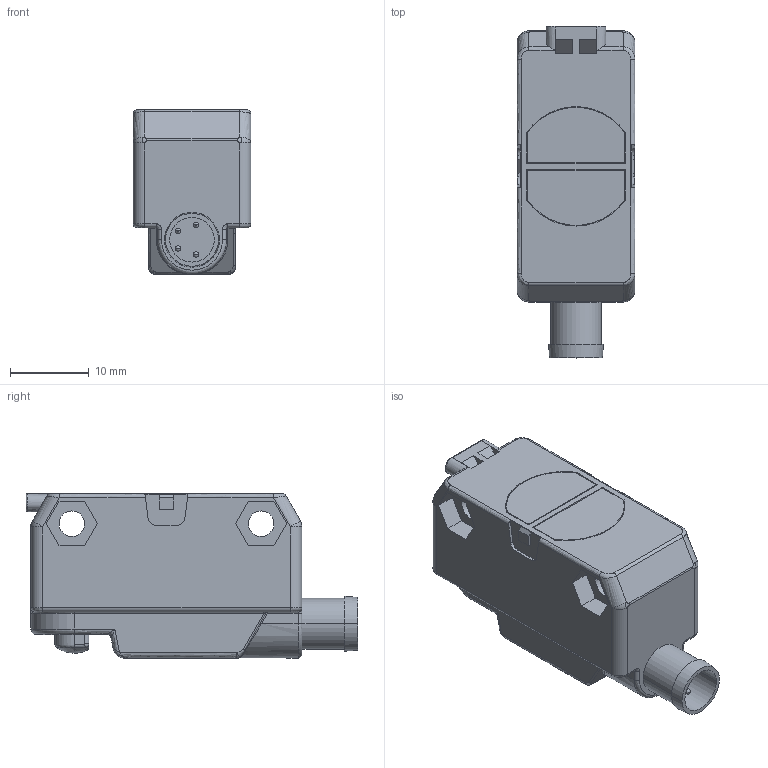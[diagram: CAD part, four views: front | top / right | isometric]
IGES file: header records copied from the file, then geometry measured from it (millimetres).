
Start section:  PTC IGES file: 139441.igs
Global section: file name: 139441.igs; native system: Pro/ENGINEER by Parametric Technology Corporation; preprocessor: 2006170; author: banengservice; organization: Unknown; date: 20080505.122107; units: inch
Bounding box: 15 x 42.22 x 20.9 mm (x, y, z)
Volume: 9000.2 mm3; surface area: 3759.1 mm2
Topology: 1 solids, 1 shells, 281 faces, 654 edges, 391 vertices
Faces by surface type: revolution 142, bspline 139
